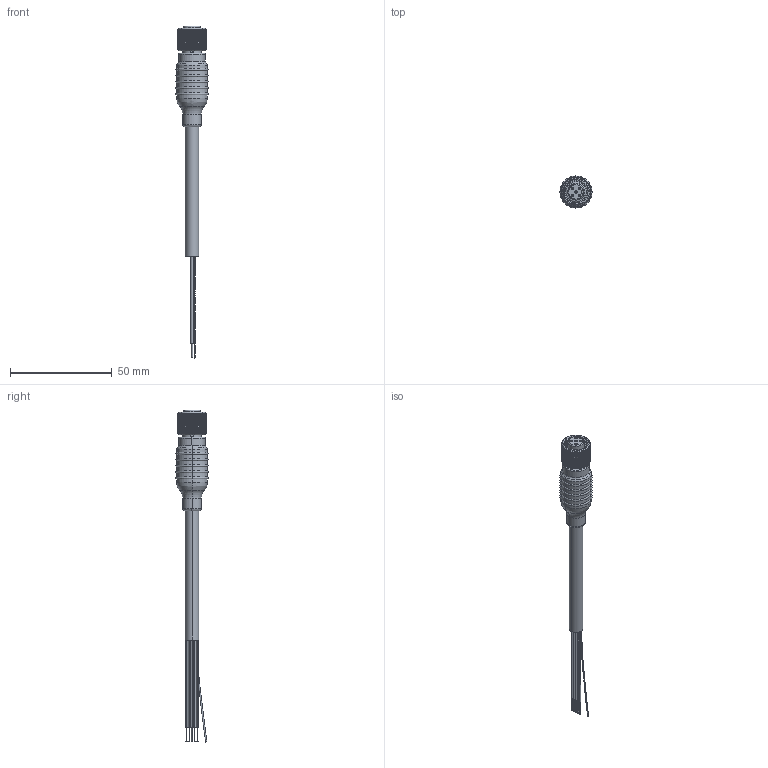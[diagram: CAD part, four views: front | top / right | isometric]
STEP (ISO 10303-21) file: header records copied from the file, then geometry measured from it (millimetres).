
FILE_DESCRIPTION((''),'2;1');
FILE_NAME('255771_SM01_ASM','2026-03-20T10:41:55',('banengservice'),('BANNER ENGINEERING'),'CREO PARAMETRIC BY PTC INC, 2022414','CREO PARAMETRIC BY PTC INC, 2022414','');
FILE_SCHEMA(('CONFIG_CONTROL_DESIGN'));
Length unit declared in the file: millimetre
Products named in the file (2): 255771_EP01; 255771_SM01_ASM
Assembly tree (1 placements, depth 2):
  255771_SM01_ASM
    255771_EP01
Bounding box: 15.77 x 15.77 x 162.89 mm (x, y, z)
Volume: 8926.9 mm3; surface area: 6212.5 mm2
Topology: 1 solids, 1 shells, 555 faces, 1505 edges, 974 vertices
Faces by surface type: cylinder 291, plane 173, cone 50, torus 28, bspline 13
Entity records: 23550 total; most frequent: CARTESIAN_POINT 10139, ORIENTED_EDGE 2990, DIRECTION 2577, EDGE_CURVE 1495, AXIS2_PLACEMENT_3D 1044, VERTEX_POINT 974, EDGE_LOOP 589, FACE_OUTER_BOUND 555
